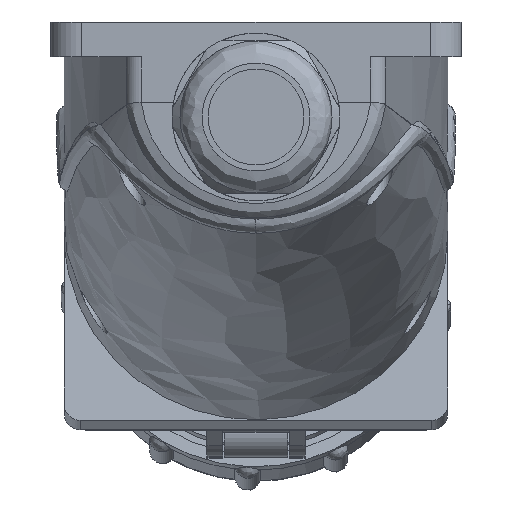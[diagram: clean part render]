
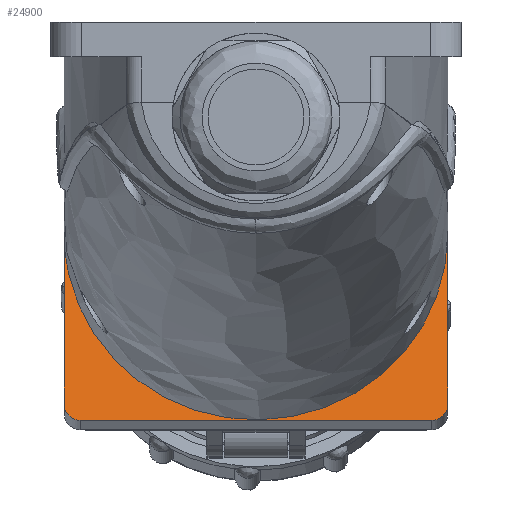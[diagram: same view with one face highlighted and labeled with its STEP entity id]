
A CAD part, front view. The second image highlights one B-rep face of the part: STEP entity #24900.
In plain terms, the highlighted planar face has unit normal (0, -0.966, 0.259).
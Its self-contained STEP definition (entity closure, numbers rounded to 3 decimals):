
#1111 = CARTESIAN_POINT ( 'NONE',  ( 73.328, 19.867, -76.75 ) ) ;
#1123 = CARTESIAN_POINT ( 'NONE',  ( -20.918, 15.013, -94.866 ) ) ;
#1246 = CARTESIAN_POINT ( 'NONE',  ( 26.929, 11.228, -108.991 ) ) ;
#1258 = CARTESIAN_POINT ( 'NONE',  ( -39.437, 22.741, -66.023 ) ) ;
#1830 = CARTESIAN_POINT ( 'NONE',  ( 74.519, 12.381, -104.687 ) ) ;
#2300 = VERTEX_POINT ( 'NONE', #10510 ) ;
#3293 = ORIENTED_EDGE ( 'NONE', *, *, #3571, .F. ) ;
#3418 = EDGE_CURVE ( 'NONE', #2300, #20979, #16968, .T. ) ;
#3571 = EDGE_CURVE ( 'NONE', #15927, #10174, #22185, .T. ) ;
#3929 = VERTEX_POINT ( 'NONE', #34014 ) ;
#4063 = CARTESIAN_POINT ( 'NONE',  ( 79.519, 26.787, -50.927 ) ) ;
#4066 = EDGE_CURVE ( 'NONE', #31957, #3929, #24559, .T. ) ;
#4196 = CARTESIAN_POINT ( 'NONE',  ( 70.452, 18.525, -81.758 ) ) ;
#4207 = CARTESIAN_POINT ( 'NONE',  ( -25.194, 16.086, -90.863 ) ) ;
#4317 = CARTESIAN_POINT ( 'NONE',  ( 15.045, 11.128, -109.365 ) ) ;
#4328 = CARTESIAN_POINT ( 'NONE',  ( -40.132, 23.488, -63.236 ) ) ;
#4632 = LINE ( 'NONE', #25983, #36026 ) ;
#4871 = DIRECTION ( 'NONE',  ( 0., -0.259, -0.966 ) ) ;
#5390 = EDGE_CURVE ( 'NONE', #20979, #15927, #38245, .T. ) ;
#6457 = EDGE_CURVE ( 'NONE', #3929, #10174, #12088, .T. ) ;
#7137 = CARTESIAN_POINT ( 'NONE',  ( 79.374, 25.508, -55.697 ) ) ;
#7258 = CARTESIAN_POINT ( 'NONE',  ( 64.637, 16.45, -89.503 ) ) ;
#7276 = CARTESIAN_POINT ( 'NONE',  ( -29.031, 17.258, -86.49 ) ) ;
#7414 = CARTESIAN_POINT ( 'NONE',  ( -41.481, 25.761, -54.754 ) ) ;
#9400 = EDGE_CURVE ( 'NONE', #31957, #2300, #4632, .T. ) ;
#10174 = VERTEX_POINT ( 'NONE', #24329 ) ;
#10196 = CARTESIAN_POINT ( 'NONE',  ( 78.724, 24.243, -60.419 ) ) ;
#10329 = CARTESIAN_POINT ( 'NONE',  ( 55.96, 14.343, -97.366 ) ) ;
#10342 = CARTESIAN_POINT ( 'NONE',  ( -32.414, 18.525, -81.759 ) ) ;
#10510 = CARTESIAN_POINT ( 'NONE',  ( 79.519, 12.381, -104.687 ) ) ;
#10529 = DIRECTION ( 'NONE',  ( -1., 0., 0. ) ) ;
#11543 = DIRECTION ( 'NONE',  ( 0., 0.966, -0.259 ) ) ;
#11959 = CARTESIAN_POINT ( 'NONE',  ( 79.519, 10.699, -110.966 ) ) ;
#12088 = LINE ( 'NONE', #12442, #18251 ) ;
#12442 = CARTESIAN_POINT ( 'NONE',  ( -41.481, 10.699, -110.966 ) ) ;
#13270 = CARTESIAN_POINT ( 'NONE',  ( 77.976, 23.236, -64.177 ) ) ;
#13282 = CARTESIAN_POINT ( 'NONE',  ( -0.474, 11.927, -106.382 ) ) ;
#13392 = CARTESIAN_POINT ( 'NONE',  ( 45.858, 12.715, -103.441 ) ) ;
#13407 = CARTESIAN_POINT ( 'NONE',  ( -35.269, 19.87, -76.74 ) ) ;
#14081 = EDGE_LOOP ( 'NONE', ( #32302, #25349, #17936, #3293, #14608, #27194 ) ) ;
#14608 = ORIENTED_EDGE ( 'NONE', *, *, #5390, .F. ) ;
#15018 = DIRECTION ( 'NONE',  ( 0., 0.259, 0.966 ) ) ;
#15927 = VERTEX_POINT ( 'NONE', #26570 ) ;
#16310 = CARTESIAN_POINT ( 'NONE',  ( 76.354, 21.762, -69.68 ) ) ;
#16326 = CARTESIAN_POINT ( 'NONE',  ( -11.312, 13.199, -101.637 ) ) ;
#16457 = CARTESIAN_POINT ( 'NONE',  ( 38.484, 11.952, -106.292 ) ) ;
#16470 = CARTESIAN_POINT ( 'NONE',  ( -36.515, 20.568, -74.135 ) ) ;
#16920 = DIRECTION ( 'NONE',  ( 0., -0.259, -0.966 ) ) ;
#16968 = CIRCLE ( 'NONE', #36888, 5. ) ;
#17936 = ORIENTED_EDGE ( 'NONE', *, *, #6457, .T. ) ;
#18251 = VECTOR ( 'NONE', #33718, 1000. ) ;
#19212 = CARTESIAN_POINT ( 'NONE',  ( 79.519, 26.274, -52.84 ) ) ;
#19341 = CARTESIAN_POINT ( 'NONE',  ( 74.173, 20.33, -75.022 ) ) ;
#19356 = CARTESIAN_POINT ( 'NONE',  ( -17.86, 14.363, -97.293 ) ) ;
#19483 = CARTESIAN_POINT ( 'NONE',  ( 32.774, 11.529, -107.867 ) ) ;
#19496 = CARTESIAN_POINT ( 'NONE',  ( -38.649, 22.002, -68.782 ) ) ;
#20307 = AXIS2_PLACEMENT_3D ( 'NONE', #11959, #33244, #15018 ) ;
#20979 = VERTEX_POINT ( 'NONE', #28560 ) ;
#21893 = AXIS2_PLACEMENT_3D ( 'NONE', #29794, #11543, #32845 ) ;
#22112 = VECTOR ( 'NONE', #10529, 1000. ) ;
#22185 = CIRCLE ( 'NONE', #21893, 5. ) ;
#22412 = CARTESIAN_POINT ( 'NONE',  ( 71.468, 18.964, -80.119 ) ) ;
#22423 = CARTESIAN_POINT ( 'NONE',  ( -22.386, 15.358, -93.579 ) ) ;
#22549 = CARTESIAN_POINT ( 'NONE',  ( 22.993, 11.128, -109.365 ) ) ;
#22559 = CARTESIAN_POINT ( 'NONE',  ( -39.916, 23.238, -64.171 ) ) ;
#23132 = DIRECTION ( 'NONE',  ( 0., 0.966, -0.259 ) ) ;
#23143 = FACE_OUTER_BOUND ( 'NONE', #14081, .T. ) ;
#24329 = CARTESIAN_POINT ( 'NONE',  ( -41.481, 12.381, -104.687 ) ) ;
#24559 = B_SPLINE_CURVE_WITH_KNOTS ( 'NONE', 3,
 ( #4063, #19212, #7137, #28430, #10196, #31495, #13270, #34520, #16310, #37540, #19341, #1111, #22412, #4196, #25507, #7258, #28568, #10329, #31629, #13392, #34661, #16457, #37650, #19483, #1246, #22549, #4317, #31455, #31509, #13282, #34537, #16326, #37548, #19356, #1123, #22423, #4207, #25524, #7276, #28582, #10342, #31641, #13407, #34674, #16470, #37666, #19496, #1258, #22559, #4328, #25657, #7414, #28702 ),
 .UNSPECIFIED., .F., .F.,
 ( 4, 1, 2, 2, 2, 2, 2, 2, 2, 2, 2, 2, 2, 2, 2, 2, 2, 2, 2, 2, 2, 1, 2, 2, 1, 2, 2, 4 ),
 ( 0., 0.031, 0.047, 0.063, 0.094, 0.125, 0.156, 0.188, 0.25, 0.313, 0.375, 0.406, 0.438, 0.5, 0.563, 0.625, 0.687, 0.719, 0.75, 0.781, 0.812, 0.844, 0.859, 0.875, 0.906, 0.922, 0.937, 1. ),
 .UNSPECIFIED. ) ;
#24900 = ADVANCED_FACE ( 'NONE', ( #23143 ), #30193, .F. ) ;
#25349 = ORIENTED_EDGE ( 'NONE', *, *, #4066, .T. ) ;
#25507 = CARTESIAN_POINT ( 'NONE',  ( 67.144, 17.242, -86.549 ) ) ;
#25524 = CARTESIAN_POINT ( 'NONE',  ( -26.523, 16.466, -89.445 ) ) ;
#25657 = CARTESIAN_POINT ( 'NONE',  ( -41.096, 24.745, -58.545 ) ) ;
#25715 = CARTESIAN_POINT ( 'NONE',  ( 74.519, 11.087, -109.517 ) ) ;
#25983 = CARTESIAN_POINT ( 'NONE',  ( 79.519, 10.699, -110.966 ) ) ;
#26570 = CARTESIAN_POINT ( 'NONE',  ( -36.481, 11.087, -109.517 ) ) ;
#27194 = ORIENTED_EDGE ( 'NONE', *, *, #3418, .F. ) ;
#28430 = CARTESIAN_POINT ( 'NONE',  ( 79.013, 24.749, -58.533 ) ) ;
#28453 = CARTESIAN_POINT ( 'NONE',  ( 79.519, 26.787, -50.927 ) ) ;
#28560 = CARTESIAN_POINT ( 'NONE',  ( 74.519, 11.087, -109.517 ) ) ;
#28568 = CARTESIAN_POINT ( 'NONE',  ( 59.018, 14.994, -94.939 ) ) ;
#28582 = CARTESIAN_POINT ( 'NONE',  ( -30.21, 17.67, -84.951 ) ) ;
#28702 = CARTESIAN_POINT ( 'NONE',  ( -41.481, 26.787, -50.927 ) ) ;
#29794 = CARTESIAN_POINT ( 'NONE',  ( -36.481, 12.381, -104.687 ) ) ;
#30193 = PLANE ( 'NONE',  #20307 ) ;
#31455 = CARTESIAN_POINT ( 'NONE',  ( 11.111, 11.228, -108.991 ) ) ;
#31495 = CARTESIAN_POINT ( 'NONE',  ( 78.555, 23.991, -61.358 ) ) ;
#31509 = CARTESIAN_POINT ( 'NONE',  ( 3.312, 11.63, -107.492 ) ) ;
#31629 = CARTESIAN_POINT ( 'NONE',  ( 49.349, 13.199, -101.637 ) ) ;
#31641 = CARTESIAN_POINT ( 'NONE',  ( -33.938, 19.184, -79.3 ) ) ;
#31957 = VERTEX_POINT ( 'NONE', #28453 ) ;
#32302 = ORIENTED_EDGE ( 'NONE', *, *, #9400, .F. ) ;
#32845 = DIRECTION ( 'NONE',  ( 0., -0.259, -0.966 ) ) ;
#33244 = DIRECTION ( 'NONE',  ( 0., 0.966, -0.259 ) ) ;
#33718 = DIRECTION ( 'NONE',  ( 0., -0.259, -0.966 ) ) ;
#34014 = CARTESIAN_POINT ( 'NONE',  ( -41.481, 26.787, -50.927 ) ) ;
#34520 = CARTESIAN_POINT ( 'NONE',  ( 77.498, 22.74, -66.03 ) ) ;
#34537 = CARTESIAN_POINT ( 'NONE',  ( -7.821, 12.716, -103.44 ) ) ;
#34661 = CARTESIAN_POINT ( 'NONE',  ( 40.349, 12.124, -105.647 ) ) ;
#34674 = CARTESIAN_POINT ( 'NONE',  ( -36.113, 20.333, -75.011 ) ) ;
#36026 = VECTOR ( 'NONE', #16920, 1000. ) ;
#36888 = AXIS2_PLACEMENT_3D ( 'NONE', #1830, #23132, #4871 ) ;
#37540 = CARTESIAN_POINT ( 'NONE',  ( 75.69, 21.28, -71.477 ) ) ;
#37548 = CARTESIAN_POINT ( 'NONE',  ( -16.27, 14.057, -98.434 ) ) ;
#37650 = CARTESIAN_POINT ( 'NONE',  ( 34.698, 11.654, -107.402 ) ) ;
#37666 = CARTESIAN_POINT ( 'NONE',  ( -37.651, 21.28, -71.479 ) ) ;
#38245 = LINE ( 'NONE', #25715, #22112 ) ;
